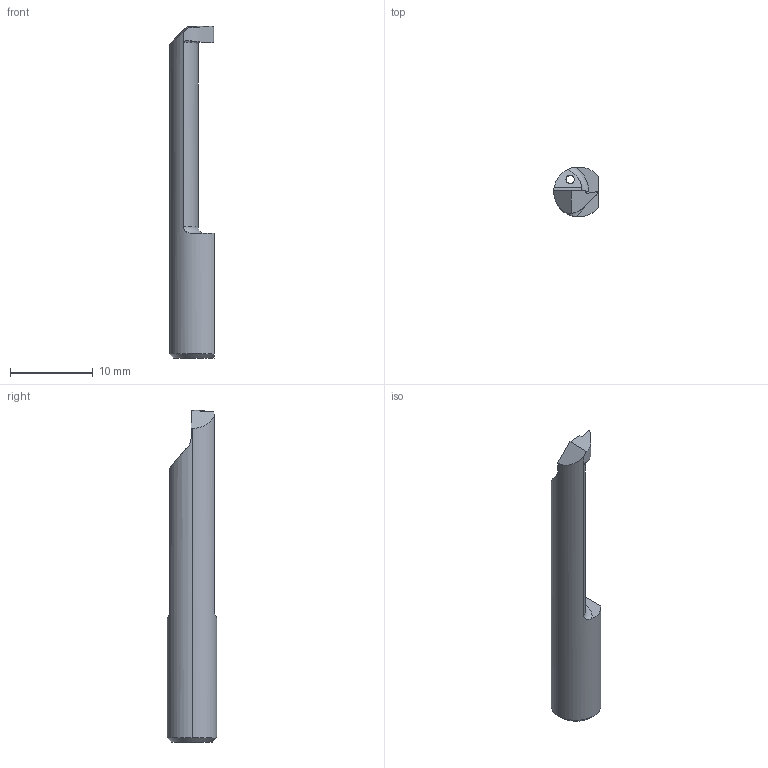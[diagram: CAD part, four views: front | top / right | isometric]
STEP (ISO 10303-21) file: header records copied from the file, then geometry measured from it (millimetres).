
FILE_DESCRIPTION (( 'STEP AP203' ), '1' );
FILE_NAME ('RP06M0200-25.step', '2024-08-30T09:21:24', ( '' ), ( '' ), 'SwSTEP 2.0', 'SolidWorks 2022', '' );
FILE_SCHEMA (( 'CONFIG_CONTROL_DESIGN' ));
Length unit declared in the file: millimetre
Products named in the file (1): RP06M0200-25
Bounding box: 5.35 x 5.99 x 40 mm (x, y, z)
Volume: 666.8 mm3; surface area: 750.8 mm2
Topology: 1 solids, 1 shells, 26 faces, 71 edges, 47 vertices
Faces by surface type: plane 12, cylinder 10, torus 2, cone 1, bspline 1
Entity records: 957 total; most frequent: CARTESIAN_POINT 273, ORIENTED_EDGE 142, DIRECTION 110, EDGE_CURVE 71, VERTEX_POINT 47, AXIS2_PLACEMENT_3D 38, LINE 34, VECTOR 34
